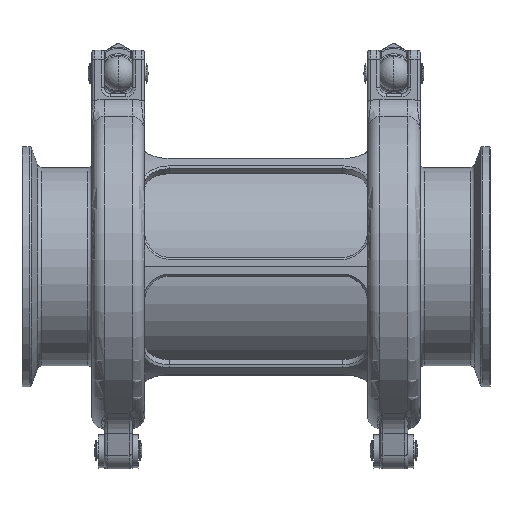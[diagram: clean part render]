
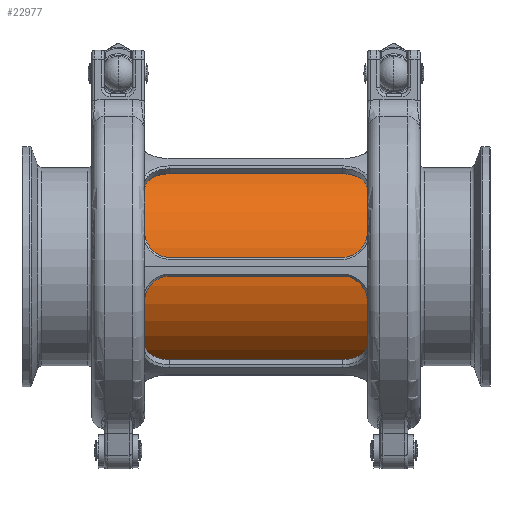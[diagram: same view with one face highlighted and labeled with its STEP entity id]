
A CAD part, front view. The second image highlights one B-rep face of the part: STEP entity #22977.
In plain terms, the highlighted cylindrical face has radius 35 mm (diameter 70 mm), a partial arc.
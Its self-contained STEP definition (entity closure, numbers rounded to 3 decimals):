
#137 = CARTESIAN_POINT ( 'NONE',  ( 86., 0., 0. ) ) ;
#1327 = CARTESIAN_POINT ( 'NONE',  ( 86., 0., 35. ) ) ;
#3798 = DIRECTION ( 'NONE',  ( -1., 0., 0. ) ) ;
#4104 = LINE ( 'NONE', #1327, #12838 ) ;
#6312 = EDGE_CURVE ( 'NONE', #16035, #13796, #8482, .T. ) ;
#6628 = CARTESIAN_POINT ( 'NONE',  ( 0.5, 0., -35. ) ) ;
#8482 = CIRCLE ( 'NONE', #24360, 35. ) ;
#10897 = EDGE_LOOP ( 'NONE', ( #16931, #29625, #24302, #24168 ) ) ;
#11501 = DIRECTION ( 'NONE',  ( -1., 0., 0. ) ) ;
#12724 = EDGE_CURVE ( 'NONE', #14349, #16035, #4104, .T. ) ;
#12838 = VECTOR ( 'NONE', #3798, 1000. ) ;
#13046 = DIRECTION ( 'NONE',  ( 0., 0., -1. ) ) ;
#13452 = AXIS2_PLACEMENT_3D ( 'NONE', #137, #14393, #26047 ) ;
#13796 = VERTEX_POINT ( 'NONE', #6628 ) ;
#13999 = LINE ( 'NONE', #25637, #16896 ) ;
#14349 = VERTEX_POINT ( 'NONE', #18048 ) ;
#14393 = DIRECTION ( 'NONE',  ( -1., 0., 0. ) ) ;
#14409 = AXIS2_PLACEMENT_3D ( 'NONE', #29286, #24490, #29124 ) ;
#14672 = EDGE_CURVE ( 'NONE', #21986, #13796, #13999, .T. ) ;
#15943 = CARTESIAN_POINT ( 'NONE',  ( 0.5, 0., 35. ) ) ;
#16035 = VERTEX_POINT ( 'NONE', #15943 ) ;
#16416 = FACE_OUTER_BOUND ( 'NONE', #10897, .T. ) ;
#16896 = VECTOR ( 'NONE', #11501, 1000. ) ;
#16931 = ORIENTED_EDGE ( 'NONE', *, *, #14672, .F. ) ;
#18048 = CARTESIAN_POINT ( 'NONE',  ( 85.5, 0., 35. ) ) ;
#19660 = CYLINDRICAL_SURFACE ( 'NONE', #13452, 35. ) ;
#20962 = EDGE_CURVE ( 'NONE', #21986, #14349, #27800, .T. ) ;
#21986 = VERTEX_POINT ( 'NONE', #26612 ) ;
#22822 = CARTESIAN_POINT ( 'NONE',  ( 0.5, 0., 0. ) ) ;
#22977 = ADVANCED_FACE ( 'NONE', ( #16416 ), #19660, .T. ) ;
#24168 = ORIENTED_EDGE ( 'NONE', *, *, #6312, .T. ) ;
#24302 = ORIENTED_EDGE ( 'NONE', *, *, #12724, .T. ) ;
#24360 = AXIS2_PLACEMENT_3D ( 'NONE', #22822, #29517, #13046 ) ;
#24490 = DIRECTION ( 'NONE',  ( -1., 0., 0. ) ) ;
#25637 = CARTESIAN_POINT ( 'NONE',  ( 86., 0., -35. ) ) ;
#26047 = DIRECTION ( 'NONE',  ( 0., 0., 1. ) ) ;
#26612 = CARTESIAN_POINT ( 'NONE',  ( 85.5, 0., -35. ) ) ;
#27800 = CIRCLE ( 'NONE', #14409, 35. ) ;
#29124 = DIRECTION ( 'NONE',  ( 0., 0., -1. ) ) ;
#29286 = CARTESIAN_POINT ( 'NONE',  ( 85.5, 0., 0. ) ) ;
#29517 = DIRECTION ( 'NONE',  ( 1., 0., 0. ) ) ;
#29625 = ORIENTED_EDGE ( 'NONE', *, *, #20962, .T. ) ;
